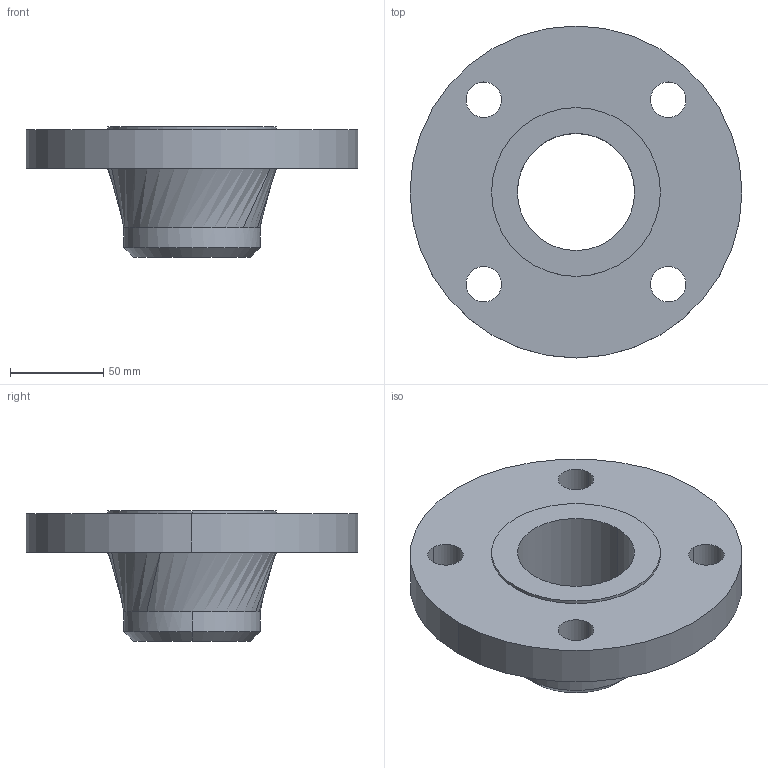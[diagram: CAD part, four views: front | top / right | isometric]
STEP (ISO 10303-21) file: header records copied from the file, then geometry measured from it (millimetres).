
FILE_DESCRIPTION (( 'STEP AP203' ), '1' );
FILE_NAME ('WNeck Flange 150-NPS2.5.STEP', '2025-05-13T17:06:17', '' );
FILE_SCHEMA (( 'CONFIG_CONTROL_DESIGN' ));
Length unit declared in the file: inch
Products named in the file (1): WNeck Flange 150-NPS2.5
Bounding box: 177.8 x 177.8 x 69.91 mm (x, y, z)
Volume: 510094.9 mm3; surface area: 80952.3 mm2
Topology: 1 solids, 1 shells, 23 faces, 56 edges, 36 vertices
Faces by surface type: cylinder 16, plane 3, cone 2, bspline 2
Entity records: 809 total; most frequent: CARTESIAN_POINT 144, DIRECTION 134, ORIENTED_EDGE 112, AXIS2_PLACEMENT_3D 58, EDGE_CURVE 56, VERTEX_POINT 36, CIRCLE 36, EDGE_LOOP 34
